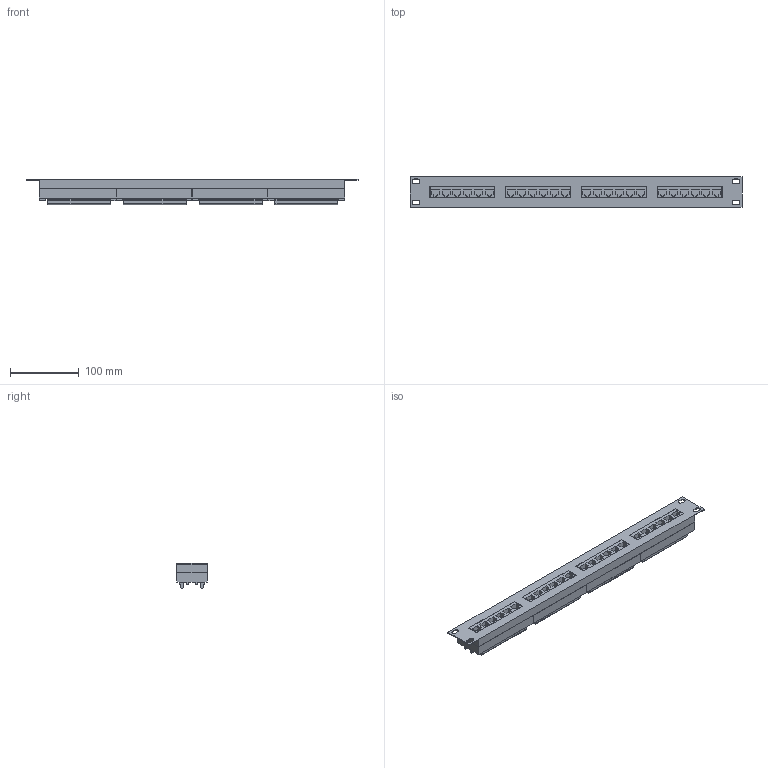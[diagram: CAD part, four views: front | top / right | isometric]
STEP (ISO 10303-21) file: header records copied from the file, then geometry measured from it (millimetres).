
FILE_DESCRIPTION (( 'STEP AP203' ), '1' );
FILE_NAME ('PP24-1UC5EU-D05 ITK 1U ïàò÷-ïàíåëü êàò.5Å UTP, 24 ïîðòà (Dual).STEP', '2016-08-31T11:22:33', ( '' ), ( '' ), 'SwSTEP 2.0', 'SolidWorks 2014', '' );
FILE_SCHEMA (( 'CONFIG_CONTROL_DESIGN' ));
Length unit declared in the file: millimetre
Products named in the file (2): PP24-1UC5EU-D05 ITK 1U ïàò÷-ïàíåëü êàò.5Å UTP, 24 ïîðòà (Dual)
Bounding box: 482 x 44 x 37.5 mm (x, y, z)
Volume: 552806.2 mm3; surface area: 98995.8 mm2
Topology: 1 solids, 1 shells, 602 faces, 1668 edges, 1112 vertices
Faces by surface type: plane 590, cylinder 12
Entity records: 19007 total; most frequent: CARTESIAN_POINT 3384, ORIENTED_EDGE 3336, DIRECTION 2900, EDGE_CURVE 1668, VECTOR 1644, LINE 1644, VERTEX_POINT 1112, EDGE_LOOP 654
